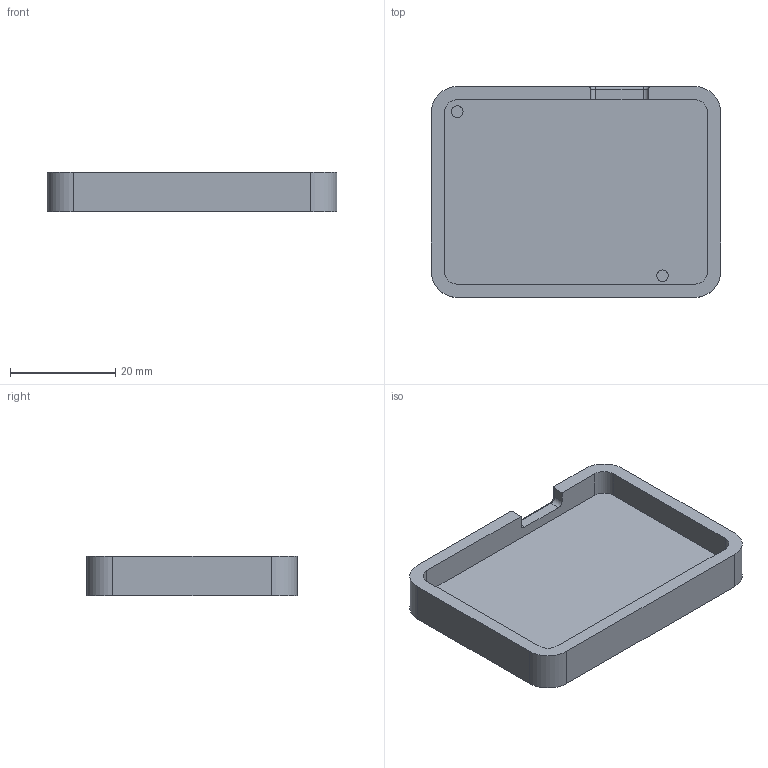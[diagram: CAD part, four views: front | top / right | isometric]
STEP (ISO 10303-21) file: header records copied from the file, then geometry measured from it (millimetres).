
FILE_DESCRIPTION(('FreeCAD Model'),'2;1');
FILE_NAME('Open CASCADE Shape Model','2025-07-13T11:11:26',('Author'),( ''),'Open CASCADE STEP processor 7.8','FreeCAD','Unknown');
FILE_SCHEMA(('AUTOMOTIVE_DESIGN { 1 0 10303 214 1 1 1 1 }'));
Length unit declared in the file: millimetre
Products named in the file (2): bottom; Body
Assembly tree (1 placements, depth 2):
  bottom
    Body
Bounding box: 55 x 40 x 7.5 mm (x, y, z)
Volume: 7518.4 mm3; surface area: 6518.1 mm2
Topology: 1 solids, 1 shells, 33 faces, 83 edges, 54 vertices
Faces by surface type: plane 16, cylinder 15, torus 2
Full cylindrical faces by diameter (mm): 2.2 x2
Entity records: 1037 total; most frequent: DIRECTION 185, CARTESIAN_POINT 172, ORIENTED_EDGE 166, EDGE_CURVE 83, AXIS2_PLACEMENT_3D 67, VERTEX_POINT 54, LINE 51, VECTOR 51
